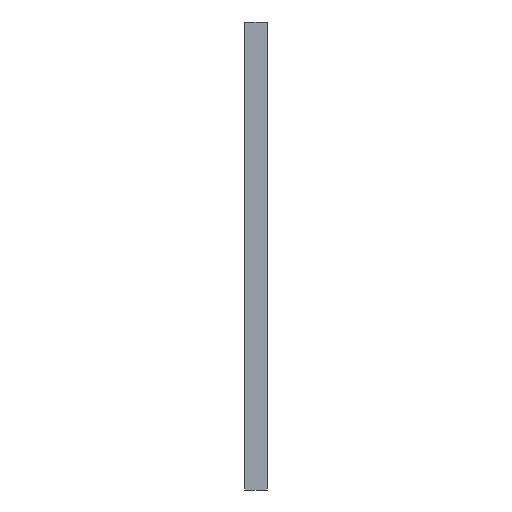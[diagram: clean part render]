
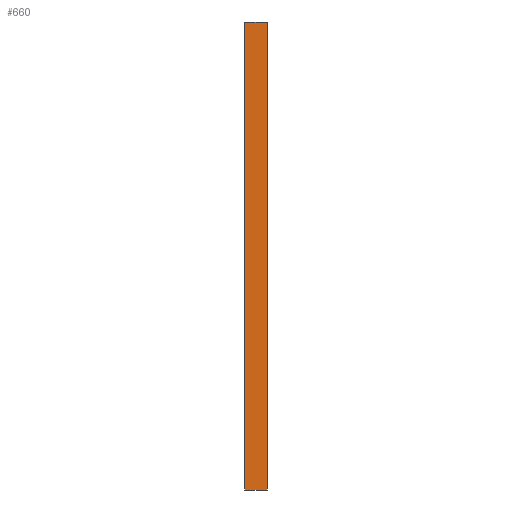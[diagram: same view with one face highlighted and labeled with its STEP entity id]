
A CAD part, left-side view. The second image highlights one B-rep face of the part: STEP entity #660.
In plain terms, the highlighted planar face has unit normal (-1, 0, 0).
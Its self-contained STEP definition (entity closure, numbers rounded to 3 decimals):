
#18 = VECTOR ( 'NONE', #802, 1000. ) ;
#117 = VERTEX_POINT ( 'NONE', #670 ) ;
#185 = VERTEX_POINT ( 'NONE', #554 ) ;
#236 = DIRECTION ( 'NONE',  ( 0., 0., 1. ) ) ;
#299 = ORIENTED_EDGE ( 'NONE', *, *, #796, .T. ) ;
#306 = LINE ( 'NONE', #865, #435 ) ;
#312 = CARTESIAN_POINT ( 'NONE',  ( -100., 0., 51.05 ) ) ;
#389 = AXIS2_PLACEMENT_3D ( 'NONE', #760, #431, #918 ) ;
#411 = VERTEX_POINT ( 'NONE', #627 ) ;
#417 = VECTOR ( 'NONE', #910, 1000. ) ;
#431 = DIRECTION ( 'NONE',  ( 1., 0., 0. ) ) ;
#435 = VECTOR ( 'NONE', #555, 1000. ) ;
#473 = EDGE_LOOP ( 'NONE', ( #299, #772, #650, #801 ) ) ;
#492 = LINE ( 'NONE', #829, #503 ) ;
#503 = VECTOR ( 'NONE', #236, 1000. ) ;
#511 = EDGE_CURVE ( 'NONE', #609, #117, #492, .T. ) ;
#554 = CARTESIAN_POINT ( 'NONE',  ( -100., 0., -51.05 ) ) ;
#555 = DIRECTION ( 'NONE',  ( 0., -1., 0. ) ) ;
#568 = CARTESIAN_POINT ( 'NONE',  ( -100., 5., -51.05 ) ) ;
#585 = PLANE ( 'NONE',  #389 ) ;
#609 = VERTEX_POINT ( 'NONE', #568 ) ;
#627 = CARTESIAN_POINT ( 'NONE',  ( -100., 0., 51.05 ) ) ;
#650 = ORIENTED_EDGE ( 'NONE', *, *, #511, .F. ) ;
#657 = CARTESIAN_POINT ( 'NONE',  ( -100., 5., 51.05 ) ) ;
#660 = ADVANCED_FACE ( 'NONE', ( #1006 ), #585, .F. ) ;
#670 = CARTESIAN_POINT ( 'NONE',  ( -100., 5., 51.05 ) ) ;
#704 = LINE ( 'NONE', #312, #18 ) ;
#725 = LINE ( 'NONE', #657, #417 ) ;
#760 = CARTESIAN_POINT ( 'NONE',  ( -100., 5., 51.05 ) ) ;
#772 = ORIENTED_EDGE ( 'NONE', *, *, #1000, .F. ) ;
#796 = EDGE_CURVE ( 'NONE', #185, #411, #704, .T. ) ;
#801 = ORIENTED_EDGE ( 'NONE', *, *, #867, .T. ) ;
#802 = DIRECTION ( 'NONE',  ( 0., 0., 1. ) ) ;
#829 = CARTESIAN_POINT ( 'NONE',  ( -100., 5., 51.05 ) ) ;
#865 = CARTESIAN_POINT ( 'NONE',  ( -100., 5., -51.05 ) ) ;
#867 = EDGE_CURVE ( 'NONE', #609, #185, #306, .T. ) ;
#910 = DIRECTION ( 'NONE',  ( 0., -1., 0. ) ) ;
#918 = DIRECTION ( 'NONE',  ( 0., 0., -1. ) ) ;
#1000 = EDGE_CURVE ( 'NONE', #117, #411, #725, .T. ) ;
#1006 = FACE_OUTER_BOUND ( 'NONE', #473, .T. ) ;
